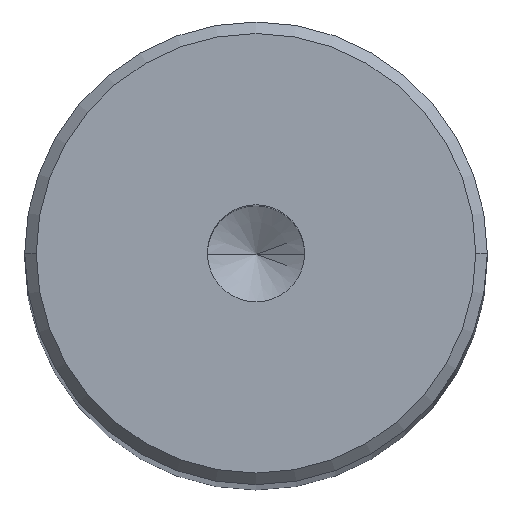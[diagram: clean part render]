
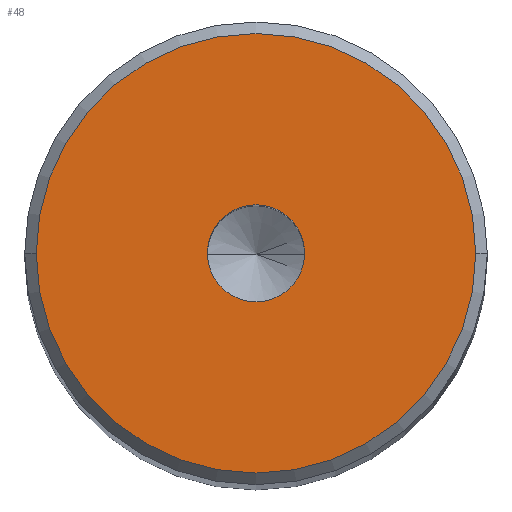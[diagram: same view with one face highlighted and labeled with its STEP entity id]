
A CAD part, top view. The second image highlights one B-rep face of the part: STEP entity #48.
In plain terms, the highlighted planar face has unit normal (0, 0, 1).
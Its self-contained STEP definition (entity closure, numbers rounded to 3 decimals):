
#20 = CARTESIAN_POINT ( 'NONE',  ( -2.1, 0., 0. ) ) ;
#48 = ADVANCED_FACE ( 'NONE', ( #129, #81 ), #263, .T. ) ;
#67 = ORIENTED_EDGE ( 'NONE', *, *, #519, .T. ) ;
#68 = EDGE_LOOP ( 'NONE', ( #295, #153 ) ) ;
#81 = FACE_OUTER_BOUND ( 'NONE', #157, .T. ) ;
#96 = DIRECTION ( 'NONE',  ( 0., 0., 1. ) ) ;
#103 = VERTEX_POINT ( 'NONE', #255 ) ;
#110 = VERTEX_POINT ( 'NONE', #20 ) ;
#129 = FACE_BOUND ( 'NONE', #68, .T. ) ;
#142 = DIRECTION ( 'NONE',  ( 0., 0., 1. ) ) ;
#152 = EDGE_CURVE ( 'NONE', #103, #110, #224, .T. ) ;
#153 = ORIENTED_EDGE ( 'NONE', *, *, #447, .F. ) ;
#157 = EDGE_LOOP ( 'NONE', ( #286, #67 ) ) ;
#160 = DIRECTION ( 'NONE',  ( 1., 0., 0. ) ) ;
#171 = DIRECTION ( 'NONE',  ( 0., 0., 1. ) ) ;
#181 = DIRECTION ( 'NONE',  ( 0., 0., 1. ) ) ;
#184 = DIRECTION ( 'NONE',  ( 1., 0., 0. ) ) ;
#190 = AXIS2_PLACEMENT_3D ( 'NONE', #581, #181, #360 ) ;
#191 = CARTESIAN_POINT ( 'NONE',  ( -9.5, 0., 0. ) ) ;
#197 = CIRCLE ( 'NONE', #190, 9.5 ) ;
#224 = CIRCLE ( 'NONE', #268, 2.1 ) ;
#255 = CARTESIAN_POINT ( 'NONE',  ( 2.1, 0., 0. ) ) ;
#263 = PLANE ( 'NONE',  #573 ) ;
#268 = AXIS2_PLACEMENT_3D ( 'NONE', #514, #142, #456 ) ;
#282 = CARTESIAN_POINT ( 'NONE',  ( 0., 0., 0. ) ) ;
#286 = ORIENTED_EDGE ( 'NONE', *, *, #359, .T. ) ;
#295 = ORIENTED_EDGE ( 'NONE', *, *, #152, .F. ) ;
#326 = DIRECTION ( 'NONE',  ( 1., 0., 0. ) ) ;
#357 = CIRCLE ( 'NONE', #502, 9.5 ) ;
#359 = EDGE_CURVE ( 'NONE', #517, #382, #357, .T. ) ;
#360 = DIRECTION ( 'NONE',  ( 1., 0., 0. ) ) ;
#382 = VERTEX_POINT ( 'NONE', #516 ) ;
#406 = CIRCLE ( 'NONE', #535, 2.1 ) ;
#412 = CARTESIAN_POINT ( 'NONE',  ( 0., 0., 0. ) ) ;
#447 = EDGE_CURVE ( 'NONE', #110, #103, #406, .T. ) ;
#456 = DIRECTION ( 'NONE',  ( 1., 0., 0. ) ) ;
#471 = DIRECTION ( 'NONE',  ( 0., 0., 1. ) ) ;
#502 = AXIS2_PLACEMENT_3D ( 'NONE', #568, #171, #160 ) ;
#514 = CARTESIAN_POINT ( 'NONE',  ( 0., 0., 0. ) ) ;
#516 = CARTESIAN_POINT ( 'NONE',  ( 9.5, 0., 0. ) ) ;
#517 = VERTEX_POINT ( 'NONE', #191 ) ;
#519 = EDGE_CURVE ( 'NONE', #382, #517, #197, .T. ) ;
#535 = AXIS2_PLACEMENT_3D ( 'NONE', #412, #96, #184 ) ;
#568 = CARTESIAN_POINT ( 'NONE',  ( 0., 0., 0. ) ) ;
#573 = AXIS2_PLACEMENT_3D ( 'NONE', #282, #471, #326 ) ;
#581 = CARTESIAN_POINT ( 'NONE',  ( 0., 0., 0. ) ) ;
